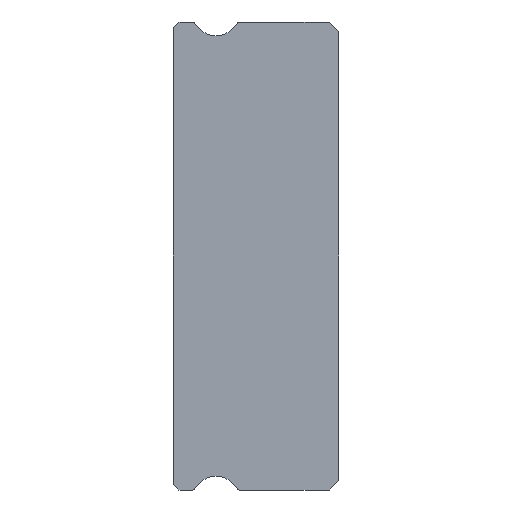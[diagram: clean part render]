
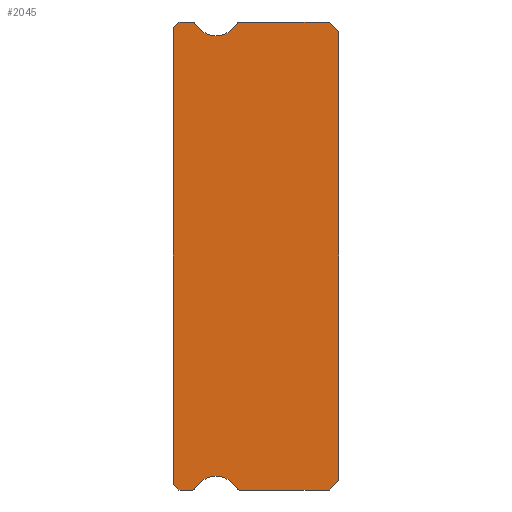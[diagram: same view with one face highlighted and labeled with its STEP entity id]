
A CAD part, left-side view. The second image highlights one B-rep face of the part: STEP entity #2045.
In plain terms, the highlighted planar face has unit normal (-1, 0, 0).
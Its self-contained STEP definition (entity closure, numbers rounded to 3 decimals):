
#12 = ORIENTED_EDGE ( 'NONE', *, *, #315, .F. ) ;
#21 = EDGE_CURVE ( 'NONE', #1698, #1461, #1942, .T. ) ;
#35 = CARTESIAN_POINT ( 'NONE',  ( -10., 5.088, -12. ) ) ;
#47 = VECTOR ( 'NONE', #98, 1000. ) ;
#87 = DIRECTION ( 'NONE',  ( 0., -0.707, -0.707 ) ) ;
#98 = DIRECTION ( 'NONE',  ( 0., 0.707, -0.707 ) ) ;
#144 = ORIENTED_EDGE ( 'NONE', *, *, #21, .F. ) ;
#150 = AXIS2_PLACEMENT_3D ( 'NONE', #1365, #609, #1435 ) ;
#161 = EDGE_CURVE ( 'NONE', #1802, #179, #1405, .T. ) ;
#165 = CARTESIAN_POINT ( 'NONE',  ( -10., 6.3, 12.55 ) ) ;
#175 = EDGE_CURVE ( 'NONE', #1020, #936, #2136, .T. ) ;
#179 = VERTEX_POINT ( 'NONE', #35 ) ;
#218 = LINE ( 'NONE', #2513, #1133 ) ;
#246 = DIRECTION ( 'NONE',  ( 1., 0., 0. ) ) ;
#292 = CIRCLE ( 'NONE', #2078, 1.25 ) ;
#315 = EDGE_CURVE ( 'NONE', #1301, #2418, #218, .T. ) ;
#319 = ORIENTED_EDGE ( 'NONE', *, *, #175, .F. ) ;
#324 = DIRECTION ( 'NONE',  ( 0., -1., 0. ) ) ;
#346 = LINE ( 'NONE', #1823, #1223 ) ;
#376 = VERTEX_POINT ( 'NONE', #1936 ) ;
#444 = CARTESIAN_POINT ( 'NONE',  ( -10., 0., 11.5 ) ) ;
#461 = CARTESIAN_POINT ( 'NONE',  ( -10., 0.5, -12. ) ) ;
#484 = VERTEX_POINT ( 'NONE', #573 ) ;
#528 = LINE ( 'NONE', #1353, #1374 ) ;
#539 = VERTEX_POINT ( 'NONE', #781 ) ;
#540 = ORIENTED_EDGE ( 'NONE', *, *, #1940, .T. ) ;
#544 = AXIS2_PLACEMENT_3D ( 'NONE', #165, #1865, #2639 ) ;
#572 = PLANE ( 'NONE',  #2493 ) ;
#573 = CARTESIAN_POINT ( 'NONE',  ( -10., 5.217, -11.925 ) ) ;
#599 = DIRECTION ( 'NONE',  ( 0., 0., -1. ) ) ;
#605 = DIRECTION ( 'NONE',  ( 0., 0., -1. ) ) ;
#609 = DIRECTION ( 'NONE',  ( 1., 0., 0. ) ) ;
#619 = CARTESIAN_POINT ( 'NONE',  ( -10., 5.088, 11.85 ) ) ;
#645 = VERTEX_POINT ( 'NONE', #2510 ) ;
#651 = DIRECTION ( 'NONE',  ( 0., 0., 1. ) ) ;
#659 = ORIENTED_EDGE ( 'NONE', *, *, #719, .T. ) ;
#671 = DIRECTION ( 'NONE',  ( -1., 0., 0. ) ) ;
#674 = ORIENTED_EDGE ( 'NONE', *, *, #2480, .F. ) ;
#696 = EDGE_CURVE ( 'NONE', #376, #1802, #2492, .T. ) ;
#697 = VECTOR ( 'NONE', #1520, 1000. ) ;
#701 = CARTESIAN_POINT ( 'NONE',  ( -10., 6.3, 12.55 ) ) ;
#719 = EDGE_CURVE ( 'NONE', #376, #1461, #1908, .T. ) ;
#750 = CARTESIAN_POINT ( 'NONE',  ( -10., 7.383, 11.925 ) ) ;
#781 = CARTESIAN_POINT ( 'NONE',  ( -10., 7.383, -11.925 ) ) ;
#863 = DIRECTION ( 'NONE',  ( 0., 1., 0. ) ) ;
#871 = AXIS2_PLACEMENT_3D ( 'NONE', #2546, #246, #1066 ) ;
#876 = CARTESIAN_POINT ( 'NONE',  ( -10., 6.3, 11.3 ) ) ;
#883 = VERTEX_POINT ( 'NONE', #1044 ) ;
#898 = CARTESIAN_POINT ( 'NONE',  ( -10., 0.5, 12. ) ) ;
#899 = VECTOR ( 'NONE', #2471, 1000. ) ;
#936 = VERTEX_POINT ( 'NONE', #1055 ) ;
#962 = AXIS2_PLACEMENT_3D ( 'NONE', #619, #1073, #605 ) ;
#972 = CIRCLE ( 'NONE', #150, 0.15 ) ;
#993 = CARTESIAN_POINT ( 'NONE',  ( -10., 7.512, 12. ) ) ;
#1020 = VERTEX_POINT ( 'NONE', #1952 ) ;
#1044 = CARTESIAN_POINT ( 'NONE',  ( -10., 8.2, -12. ) ) ;
#1046 = ORIENTED_EDGE ( 'NONE', *, *, #1076, .F. ) ;
#1055 = CARTESIAN_POINT ( 'NONE',  ( -10., 5.088, 12. ) ) ;
#1066 = DIRECTION ( 'NONE',  ( 0., 0., -1. ) ) ;
#1073 = DIRECTION ( 'NONE',  ( 1., 0., 0. ) ) ;
#1076 = EDGE_CURVE ( 'NONE', #2070, #2386, #2312, .T. ) ;
#1103 = ORIENTED_EDGE ( 'NONE', *, *, #2648, .F. ) ;
#1133 = VECTOR ( 'NONE', #651, 1000. ) ;
#1152 = CIRCLE ( 'NONE', #2081, 0.15 ) ;
#1177 = CARTESIAN_POINT ( 'NONE',  ( -10., 8.5, 11.7 ) ) ;
#1181 = CARTESIAN_POINT ( 'NONE',  ( -10., 7.512, 12. ) ) ;
#1185 = CARTESIAN_POINT ( 'NONE',  ( -10., 7.512, 11.85 ) ) ;
#1199 = CARTESIAN_POINT ( 'NONE',  ( -10., 8.2, 12. ) ) ;
#1204 = CARTESIAN_POINT ( 'NONE',  ( -10., 0.5, 12. ) ) ;
#1212 = ORIENTED_EDGE ( 'NONE', *, *, #2683, .T. ) ;
#1223 = VECTOR ( 'NONE', #2655, 1000. ) ;
#1279 = EDGE_CURVE ( 'NONE', #645, #2418, #2633, .T. ) ;
#1301 = VERTEX_POINT ( 'NONE', #2385 ) ;
#1327 = AXIS2_PLACEMENT_3D ( 'NONE', #701, #1521, #2578 ) ;
#1347 = ORIENTED_EDGE ( 'NONE', *, *, #161, .F. ) ;
#1353 = CARTESIAN_POINT ( 'NONE',  ( -10., 7.512, -12. ) ) ;
#1365 = CARTESIAN_POINT ( 'NONE',  ( -10., 5.088, -11.85 ) ) ;
#1374 = VECTOR ( 'NONE', #324, 1000. ) ;
#1390 = ORIENTED_EDGE ( 'NONE', *, *, #1798, .F. ) ;
#1391 = CARTESIAN_POINT ( 'NONE',  ( -10., 8.5, 11.7 ) ) ;
#1396 = EDGE_CURVE ( 'NONE', #539, #2625, #1152, .T. ) ;
#1405 = LINE ( 'NONE', #2232, #1787 ) ;
#1435 = DIRECTION ( 'NONE',  ( 0., 0., -1. ) ) ;
#1438 = VERTEX_POINT ( 'NONE', #876 ) ;
#1450 = DIRECTION ( 'NONE',  ( 1., 0., 0. ) ) ;
#1459 = DIRECTION ( 'NONE',  ( 0., 0.707, -0.707 ) ) ;
#1461 = VERTEX_POINT ( 'NONE', #444 ) ;
#1499 = DIRECTION ( 'NONE',  ( 0., 0., -1. ) ) ;
#1520 = DIRECTION ( 'NONE',  ( 0., 0., 1. ) ) ;
#1521 = DIRECTION ( 'NONE',  ( -1., 0., 0. ) ) ;
#1587 = ORIENTED_EDGE ( 'NONE', *, *, #1895, .F. ) ;
#1645 = LINE ( 'NONE', #1199, #899 ) ;
#1648 = FACE_OUTER_BOUND ( 'NONE', #1708, .T. ) ;
#1665 = VECTOR ( 'NONE', #87, 1000. ) ;
#1698 = VERTEX_POINT ( 'NONE', #1204 ) ;
#1708 = EDGE_LOOP ( 'NONE', ( #12, #1877, #540, #2667, #1390, #674, #1347, #2642, #659, #144, #2147, #319, #1587, #1103, #1046, #1212, #2206 ) ) ;
#1714 = CARTESIAN_POINT ( 'NONE',  ( -10., 0., 11.5 ) ) ;
#1787 = VECTOR ( 'NONE', #863, 1000. ) ;
#1788 = LINE ( 'NONE', #1181, #2626 ) ;
#1798 = EDGE_CURVE ( 'NONE', #484, #539, #292, .T. ) ;
#1802 = VERTEX_POINT ( 'NONE', #461 ) ;
#1823 = CARTESIAN_POINT ( 'NONE',  ( -10., 8.2, -12. ) ) ;
#1865 = DIRECTION ( 'NONE',  ( -1., 0., 0. ) ) ;
#1877 = ORIENTED_EDGE ( 'NONE', *, *, #2118, .T. ) ;
#1895 = EDGE_CURVE ( 'NONE', #1438, #1020, #2196, .T. ) ;
#1908 = LINE ( 'NONE', #1714, #697 ) ;
#1936 = CARTESIAN_POINT ( 'NONE',  ( -10., 0., -11.5 ) ) ;
#1940 = EDGE_CURVE ( 'NONE', #883, #2625, #528, .T. ) ;
#1942 = LINE ( 'NONE', #898, #1665 ) ;
#1952 = CARTESIAN_POINT ( 'NONE',  ( -10., 5.217, 11.925 ) ) ;
#2045 = ADVANCED_FACE ( 'NONE', ( #1648 ), #572, .F. ) ;
#2070 = VERTEX_POINT ( 'NONE', #993 ) ;
#2078 = AXIS2_PLACEMENT_3D ( 'NONE', #2539, #671, #1499 ) ;
#2081 = AXIS2_PLACEMENT_3D ( 'NONE', #2481, #1450, #2283 ) ;
#2118 = EDGE_CURVE ( 'NONE', #1301, #883, #346, .T. ) ;
#2136 = CIRCLE ( 'NONE', #962, 0.15 ) ;
#2147 = ORIENTED_EDGE ( 'NONE', *, *, #2421, .F. ) ;
#2196 = CIRCLE ( 'NONE', #1327, 1.25 ) ;
#2206 = ORIENTED_EDGE ( 'NONE', *, *, #1279, .T. ) ;
#2232 = CARTESIAN_POINT ( 'NONE',  ( -10., 7.512, -12. ) ) ;
#2240 = DIRECTION ( 'NONE',  ( 1., 0., 0. ) ) ;
#2283 = DIRECTION ( 'NONE',  ( 0., 0., -1. ) ) ;
#2307 = CARTESIAN_POINT ( 'NONE',  ( -10., 0., -11.5 ) ) ;
#2312 = CIRCLE ( 'NONE', #871, 0.15 ) ;
#2385 = CARTESIAN_POINT ( 'NONE',  ( -10., 8.5, -11.7 ) ) ;
#2386 = VERTEX_POINT ( 'NONE', #750 ) ;
#2418 = VERTEX_POINT ( 'NONE', #1391 ) ;
#2421 = EDGE_CURVE ( 'NONE', #936, #1698, #1788, .T. ) ;
#2429 = CARTESIAN_POINT ( 'NONE',  ( -10., 7.512, -12. ) ) ;
#2471 = DIRECTION ( 'NONE',  ( 0., 1., 0. ) ) ;
#2480 = EDGE_CURVE ( 'NONE', #179, #484, #972, .T. ) ;
#2481 = CARTESIAN_POINT ( 'NONE',  ( -10., 7.512, -11.85 ) ) ;
#2492 = LINE ( 'NONE', #2307, #2542 ) ;
#2493 = AXIS2_PLACEMENT_3D ( 'NONE', #1185, #2240, #599 ) ;
#2510 = CARTESIAN_POINT ( 'NONE',  ( -10., 8.2, 12. ) ) ;
#2513 = CARTESIAN_POINT ( 'NONE',  ( -10., 8.5, 11.85 ) ) ;
#2539 = CARTESIAN_POINT ( 'NONE',  ( -10., 6.3, -12.55 ) ) ;
#2542 = VECTOR ( 'NONE', #1459, 1000. ) ;
#2546 = CARTESIAN_POINT ( 'NONE',  ( -10., 7.512, 11.85 ) ) ;
#2554 = CIRCLE ( 'NONE', #544, 1.25 ) ;
#2578 = DIRECTION ( 'NONE',  ( 0., 0., -1. ) ) ;
#2625 = VERTEX_POINT ( 'NONE', #2429 ) ;
#2626 = VECTOR ( 'NONE', #2649, 1000. ) ;
#2633 = LINE ( 'NONE', #1177, #47 ) ;
#2639 = DIRECTION ( 'NONE',  ( 0., 0., -1. ) ) ;
#2642 = ORIENTED_EDGE ( 'NONE', *, *, #696, .F. ) ;
#2648 = EDGE_CURVE ( 'NONE', #2386, #1438, #2554, .T. ) ;
#2649 = DIRECTION ( 'NONE',  ( 0., -1., 0. ) ) ;
#2655 = DIRECTION ( 'NONE',  ( 0., -0.707, -0.707 ) ) ;
#2667 = ORIENTED_EDGE ( 'NONE', *, *, #1396, .F. ) ;
#2683 = EDGE_CURVE ( 'NONE', #2070, #645, #1645, .T. ) ;
